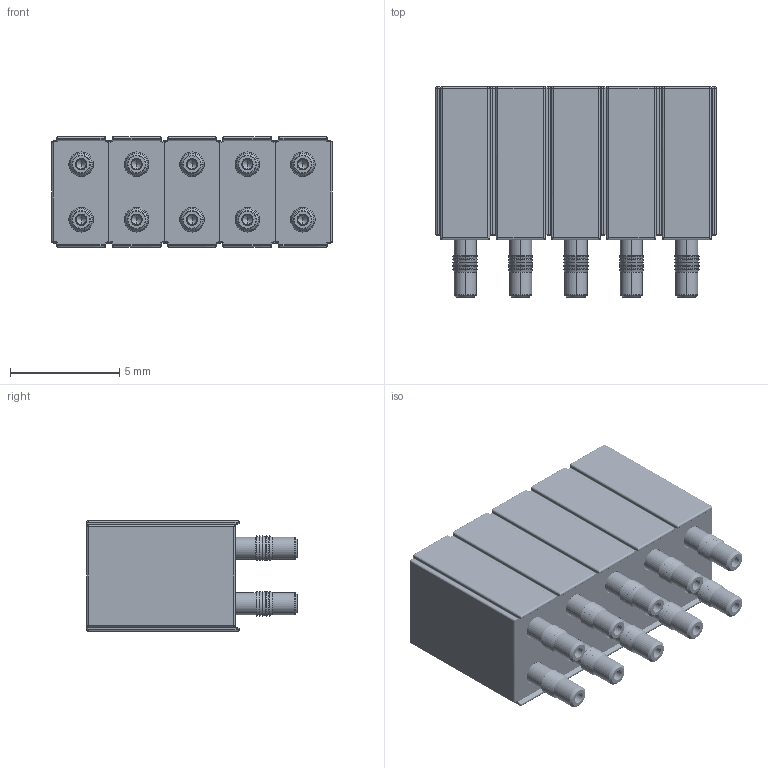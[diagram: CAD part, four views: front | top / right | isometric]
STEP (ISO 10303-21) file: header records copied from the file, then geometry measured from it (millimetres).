
FILE_DESCRIPTION (( 'STEP AP214' ), '1' );
FILE_NAME ('803-xx-010-61-001000.STEP', '2018-07-26T13:56:41', ( '' ), ( '' ), 'SwSTEP 2.0', 'SolidWorks 2014', '' );
FILE_SCHEMA (( 'AUTOMOTIVE_DESIGN' ));
Length unit declared in the file: millimetre
Products named in the file (2): 803-xx-002-61-001000; 803-xx-010-61-001000
Assembly tree (5 placements, depth 2):
  803-xx-010-61-001000
    803-xx-002-61-001000  x5
Bounding box: 12.86 x 9.65 x 5.08 mm (x, y, z)
Volume: 430.2 mm3; surface area: 1798.1 mm2
Topology: 25 solids, 25 shells, 3000 faces, 6725 edges, 3710 vertices
Faces by surface type: torus 1080, cylinder 530, cone 440, bspline 435, plane 330, sphere 185
Entity records: 22599 total; most frequent: CARTESIAN_POINT 5735, DIRECTION 2894, ORIENTED_EDGE 2592, AXIS2_PLACEMENT_3D 1328, EDGE_CURVE 1296, CIRCLE 807, VERTEX_POINT 734, EDGE_LOOP 636
